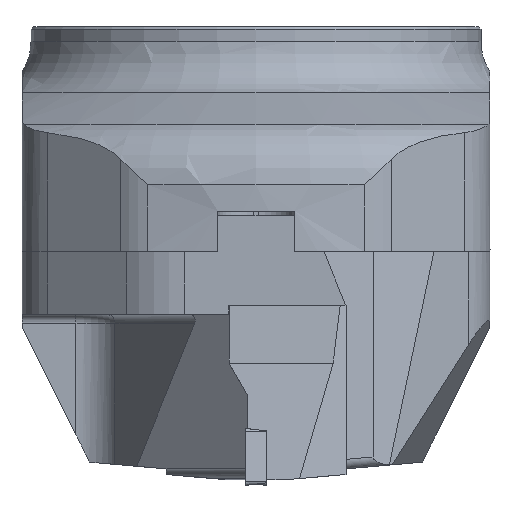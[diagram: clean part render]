
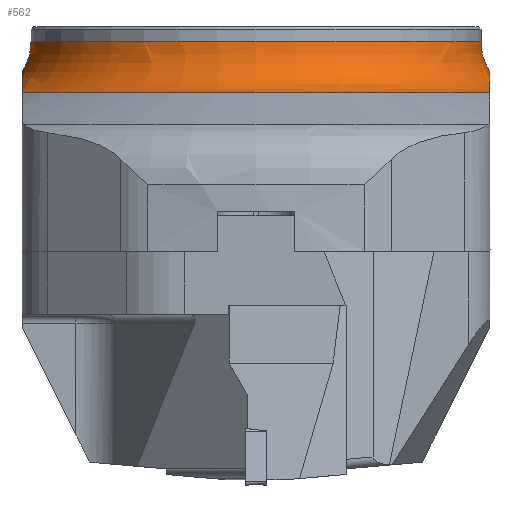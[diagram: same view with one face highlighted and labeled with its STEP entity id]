
A CAD part, left-side view. The second image highlights one B-rep face of the part: STEP entity #562.
In plain terms, the highlighted toroidal (fillet/blend) face has major radius 62 mm and minor radius 12 mm.
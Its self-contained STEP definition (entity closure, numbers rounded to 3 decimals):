
#456=TOROIDAL_SURFACE('',#3142,62.,12.);
#468=B_SPLINE_CURVE_WITH_KNOTS('',3,(#4247,#4248,#4249,#4250,#4251,#4252,
#4253,#4254,#4255,#4256),.UNSPECIFIED.,.F.,.F.,(4,2,2,2,4),(0.,0.25,0.5,
0.75,1.),.UNSPECIFIED.);
#471=B_SPLINE_CURVE_WITH_KNOTS('',3,(#4281,#4282,#4283,#4284,#4285,#4286,
#4287,#4288,#4289,#4290),.UNSPECIFIED.,.F.,.F.,(4,2,2,2,4),(0.,0.25,0.5,
0.75,1.),.UNSPECIFIED.);
#520=FACE_BOUND('',#912,.T.);
#521=FACE_BOUND('',#913,.T.);
#562=ADVANCED_FACE('',(#520,#521),#456,.F.);
#912=EDGE_LOOP('',(#1256));
#913=EDGE_LOOP('',(#1257,#1258,#1259,#1260));
#1086=CIRCLE('',#3137,58.292);
#1087=CIRCLE('',#3139,58.292);
#1088=CIRCLE('',#3141,50.);
#1256=ORIENTED_EDGE('',*,*,#2188,.F.);
#1257=ORIENTED_EDGE('',*,*,#2144,.F.);
#1258=ORIENTED_EDGE('',*,*,#2184,.F.);
#1259=ORIENTED_EDGE('',*,*,#2154,.F.);
#1260=ORIENTED_EDGE('',*,*,#2187,.F.);
#1902=VERTEX_POINT('',#4257);
#1903=VERTEX_POINT('',#4258);
#1910=VERTEX_POINT('',#4291);
#1911=VERTEX_POINT('',#4292);
#1932=VERTEX_POINT('',#4397);
#2144=EDGE_CURVE('',#1902,#1903,#468,.T.);
#2154=EDGE_CURVE('',#1910,#1911,#471,.T.);
#2184=EDGE_CURVE('',#1911,#1902,#1086,.T.);
#2187=EDGE_CURVE('',#1903,#1910,#1087,.T.);
#2188=EDGE_CURVE('',#1932,#1932,#1088,.T.);
#3137=AXIS2_PLACEMENT_3D('',#4384,#3486,#3487);
#3139=AXIS2_PLACEMENT_3D('',#4394,#3490,#3491);
#3141=AXIS2_PLACEMENT_3D('',#4396,#3494,#3495);
#3142=AXIS2_PLACEMENT_3D('',#4398,#3496,#3497);
#3486=DIRECTION('',(0.,0.,-1.));
#3487=DIRECTION('',(-1.,0.,0.));
#3490=DIRECTION('',(0.,0.,-1.));
#3491=DIRECTION('',(-1.,0.,0.));
#3494=DIRECTION('',(0.,0.,1.));
#3495=DIRECTION('',(-1.,0.,0.));
#3496=DIRECTION('',(0.,0.,-1.));
#3497=DIRECTION('',(-1.,0.,0.));
#4247=CARTESIAN_POINT('',(26.343,-52.,-14.694));
#4248=CARTESIAN_POINT('',(21.898,-52.,-14.042));
#4249=CARTESIAN_POINT('',(17.539,-52.,-12.933));
#4250=CARTESIAN_POINT('',(8.798,-52.,-10.85));
#4251=CARTESIAN_POINT('',(4.385,-52.,-9.898));
#4252=CARTESIAN_POINT('',(-4.639,-52.,-9.932));
#4253=CARTESIAN_POINT('',(-8.978,-52.,-10.891));
#4254=CARTESIAN_POINT('',(-17.631,-52.,-12.957));
#4255=CARTESIAN_POINT('',(-21.952,-52.,-14.049));
#4256=CARTESIAN_POINT('',(-26.343,-52.,-14.694));
#4257=CARTESIAN_POINT('',(26.343,-52.,-14.694));
#4258=CARTESIAN_POINT('',(-26.343,-52.,-14.694));
#4281=CARTESIAN_POINT('',(-26.343,52.,-14.694));
#4282=CARTESIAN_POINT('',(-21.898,52.,-14.042));
#4283=CARTESIAN_POINT('',(-17.539,52.,-12.933));
#4284=CARTESIAN_POINT('',(-8.798,52.,-10.85));
#4285=CARTESIAN_POINT('',(-4.385,52.,-9.898));
#4286=CARTESIAN_POINT('',(4.639,52.,-9.932));
#4287=CARTESIAN_POINT('',(8.978,52.,-10.891));
#4288=CARTESIAN_POINT('',(17.631,52.,-12.957));
#4289=CARTESIAN_POINT('',(21.952,52.,-14.049));
#4290=CARTESIAN_POINT('',(26.343,52.,-14.694));
#4291=CARTESIAN_POINT('',(-26.343,52.,-14.694));
#4292=CARTESIAN_POINT('',(26.343,52.,-14.694));
#4384=CARTESIAN_POINT('',(0.,0.,-14.694));
#4394=CARTESIAN_POINT('',(0.,0.,-14.694));
#4396=CARTESIAN_POINT('',(0.,0.,-3.281));
#4397=CARTESIAN_POINT('',(-50.,0.,-3.281));
#4398=CARTESIAN_POINT('',(0.,0.,-3.281));
